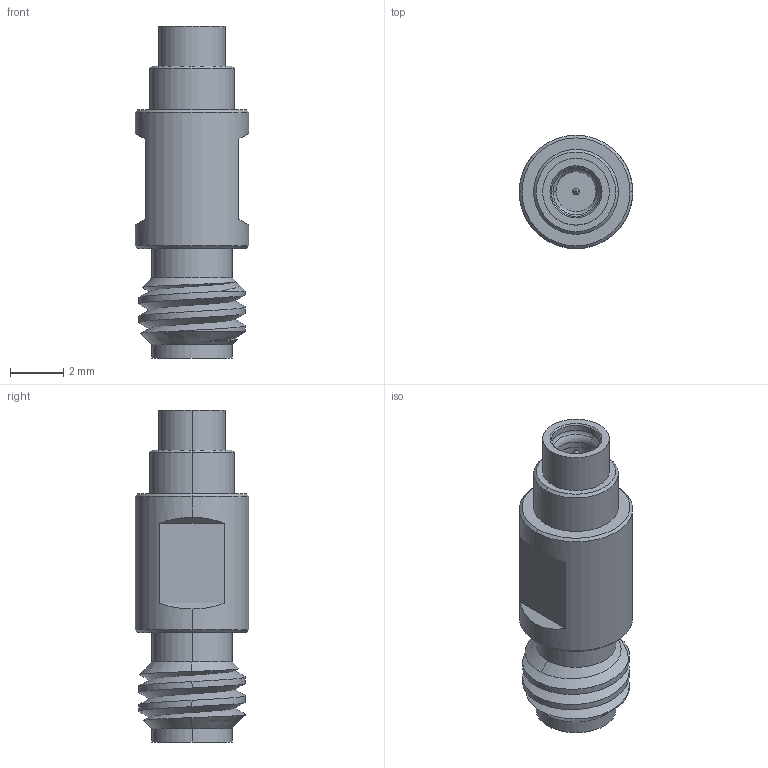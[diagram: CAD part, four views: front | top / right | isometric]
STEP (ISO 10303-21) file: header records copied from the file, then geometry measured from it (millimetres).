
FILE_DESCRIPTION (( 'STEP AP214' ), '1' );
FILE_NAME ('CT-AM1F-LN1, Defeatured.STEP', '2024-10-10T17:54:05', ( '' ), ( '' ), 'SwSTEP 2.0', 'SolidWorks 2021', '' );
FILE_SCHEMA (( 'AUTOMOTIVE_DESIGN' ));
Length unit declared in the file: inch
Products named in the file (1): CT-AM1F-LN1, Defeatured
Bounding box: 4.25 x 4.25 x 12.44 mm (x, y, z)
Volume: 114.8 mm3; surface area: 250.2 mm2
Topology: 1 solids, 3 shells, 109 faces, 244 edges, 150 vertices
Faces by surface type: cylinder 46, plane 30, cone 27, torus 4, bspline 2
Entity records: 5012 total; most frequent: CARTESIAN_POINT 1250, DIRECTION 538, ORIENTED_EDGE 484, EDGE_CURVE 242, AXIS2_PLACEMENT_3D 221, VERTEX_POINT 150, EDGE_LOOP 122, CIRCLE 113
